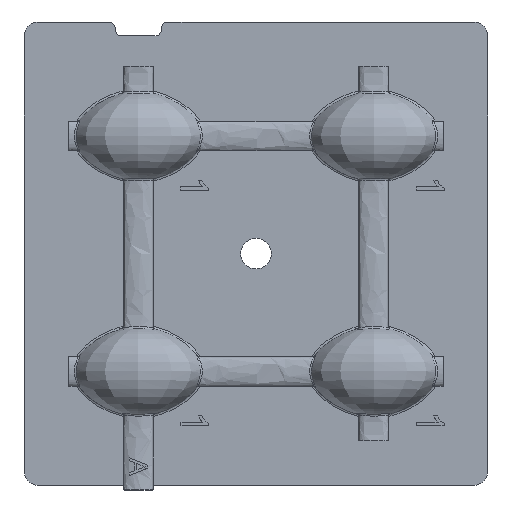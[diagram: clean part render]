
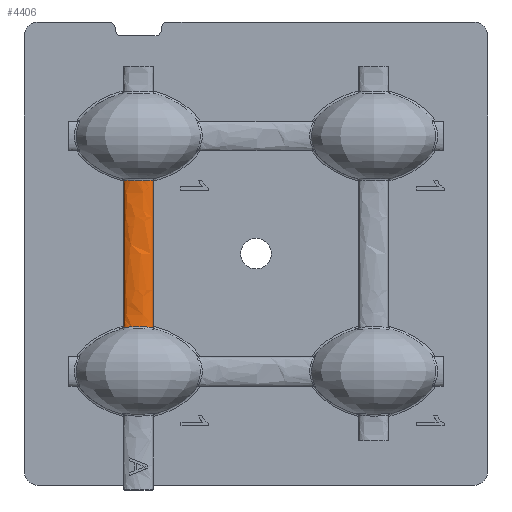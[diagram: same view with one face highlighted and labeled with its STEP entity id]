
A CAD part, top view. The second image highlights one B-rep face of the part: STEP entity #4406.
In plain terms, the highlighted free-form (B-spline) face has degree [3, 1] with [4, 2] control points.
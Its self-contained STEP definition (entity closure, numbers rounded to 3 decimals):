
#91 = CARTESIAN_POINT ( 'NONE',  ( -14.023, -7.944, 1.758 ) ) ;
#138 = CARTESIAN_POINT ( 'NONE',  ( -11.168, -7.93, 1.565 ) ) ;
#223 = CARTESIAN_POINT ( 'NONE',  ( -14.251, -7.904, 1.5 ) ) ;
#875 = ORIENTED_EDGE ( 'NONE', *, *, #15963, .T. ) ;
#1022 = CARTESIAN_POINT ( 'NONE',  ( -11.149, -8.045, 1.5 ) ) ;
#1337 = CARTESIAN_POINT ( 'NONE',  ( -13.691, -7.917, 1.885 ) ) ;
#1375 = EDGE_CURVE ( 'NONE', #14893, #7336, #15785, .T. ) ;
#1391 = CARTESIAN_POINT ( 'NONE',  ( -11.149, -7.904, 1.5 ) ) ;
#1479 = CARTESIAN_POINT ( 'NONE',  ( -14.251, -5.2, 1.5 ) ) ;
#1638 = EDGE_LOOP ( 'NONE', ( #14274, #5519, #9634, #875 ) ) ;
#2291 = CARTESIAN_POINT ( 'NONE',  ( -14.251, 7.904, 1.5 ) ) ;
#2298 = CARTESIAN_POINT ( 'NONE',  ( -11.266, -8.045, 2.156 ) ) ;
#2423 = FACE_OUTER_BOUND ( 'NONE', #1638, .T. ) ;
#2616 = CARTESIAN_POINT ( 'NONE',  ( -12.986, -7.872, 1.992 ) ) ;
#2752 = DIRECTION ( 'NONE',  ( 0., 1., 0. ) ) ;
#3478 = CARTESIAN_POINT ( 'NONE',  ( -11.149, 8.045, 1.5 ) ) ;
#3538 = CARTESIAN_POINT ( 'NONE',  ( -14.134, -8.045, 2.156 ) ) ;
#3849 = CARTESIAN_POINT ( 'NONE',  ( -12.127, -7.884, 1.971 ) ) ;
#4406 = ADVANCED_FACE ( 'NONE', ( #2423 ), #7857, .F. ) ;
#4774 = CARTESIAN_POINT ( 'NONE',  ( -14.251, -8.045, 1.5 ) ) ;
#5084 = CARTESIAN_POINT ( 'NONE',  ( -11.57, -7.93, 1.847 ) ) ;
#5519 = ORIENTED_EDGE ( 'NONE', *, *, #1375, .T. ) ;
#6267 = CARTESIAN_POINT ( 'NONE',  ( -14.194, -7.944, 1.625 ) ) ;
#6320 = CARTESIAN_POINT ( 'NONE',  ( -11.312, -7.949, 1.722 ) ) ;
#6726 = CARTESIAN_POINT ( 'NONE',  ( -11.149, -5.2, 1.5 ) ) ;
#6840 = LINE ( 'NONE', #1479, #12751 ) ;
#6919 = VECTOR ( 'NONE', #7921, 1000. ) ;
#7302 = CARTESIAN_POINT ( 'NONE',  ( -14.251, -7.904, 1.5 ) ) ;
#7336 = VERTEX_POINT ( 'NONE', #2291 ) ;
#7402 = CARTESIAN_POINT ( 'NONE',  ( -11.149, 7.904, 1.5 ) ) ;
#7509 = CARTESIAN_POINT ( 'NONE',  ( -14.087, -7.949, 1.723 ) ) ;
#7566 = CARTESIAN_POINT ( 'NONE',  ( -11.206, -7.944, 1.625 ) ) ;
#7857 = B_SPLINE_SURFACE_WITH_KNOTS ( 'NONE', 3, 1, ( 
 ( #1022, #3478 ),
 ( #2298, #10998 ),
 ( #3538, #12251 ),
 ( #4774, #13488 ) ),
 .UNSPECIFIED., .F., .F., .F.,
 ( 4, 4 ),
 ( 2, 2 ),
 ( 0., 1. ),
 ( 0., 1. ),
 .UNSPECIFIED. ) ;
#7921 = DIRECTION ( 'NONE',  ( 0., 1., 0. ) ) ;
#8055 = EDGE_CURVE ( 'NONE', #11056, #7336, #6840, .T. ) ;
#8774 = CARTESIAN_POINT ( 'NONE',  ( -13.828, -7.93, 1.848 ) ) ;
#8824 = CARTESIAN_POINT ( 'NONE',  ( -11.154, -7.919, 1.532 ) ) ;
#9634 = ORIENTED_EDGE ( 'NONE', *, *, #8055, .F. ) ;
#9997 = CARTESIAN_POINT ( 'NONE',  ( -14.246, -7.919, 1.532 ) ) ;
#10054 = CARTESIAN_POINT ( 'NONE',  ( -13.273, -7.884, 1.971 ) ) ;
#10663 = LINE ( 'NONE', #6726, #6919 ) ;
#10998 = CARTESIAN_POINT ( 'NONE',  ( -11.266, 8.045, 2.156 ) ) ;
#11056 = VERTEX_POINT ( 'NONE', #223 ) ;
#11321 = CARTESIAN_POINT ( 'NONE',  ( -12.414, -7.872, 1.992 ) ) ;
#12251 = CARTESIAN_POINT ( 'NONE',  ( -14.134, 8.045, 2.156 ) ) ;
#12313 = B_SPLINE_CURVE_WITH_KNOTS ( 'NONE', 3,
 ( #7302, #9997, #13753, #6267, #14962, #7509, #91, #8774, #1337, #10054, #2616, #11321, #3849, #12580, #5084, #13794, #6320, #15008, #7566, #138, #8824, #1391 ),
 .UNSPECIFIED., .F., .F.,
 ( 4, 2, 2, 2, 2, 2, 2, 2, 2, 2, 4 ),
 ( 0., 0., 0., 0., 0.001, 0.002, 0.003, 0.003, 0.003, 0.003, 0.003 ),
 .UNSPECIFIED. ) ;
#12445 = CARTESIAN_POINT ( 'NONE',  ( -11.149, -7.904, 1.5 ) ) ;
#12580 = CARTESIAN_POINT ( 'NONE',  ( -11.709, -7.917, 1.885 ) ) ;
#12751 = VECTOR ( 'NONE', #2752, 1000. ) ;
#12811 = VERTEX_POINT ( 'NONE', #12445 ) ;
#13488 = CARTESIAN_POINT ( 'NONE',  ( -14.251, 8.045, 1.5 ) ) ;
#13753 = CARTESIAN_POINT ( 'NONE',  ( -14.232, -7.93, 1.565 ) ) ;
#13794 = CARTESIAN_POINT ( 'NONE',  ( -11.375, -7.945, 1.757 ) ) ;
#13924 = EDGE_CURVE ( 'NONE', #12811, #14893, #10663, .T. ) ;
#14274 = ORIENTED_EDGE ( 'NONE', *, *, #13924, .T. ) ;
#14893 = VERTEX_POINT ( 'NONE', #7402 ) ;
#14962 = CARTESIAN_POINT ( 'NONE',  ( -14.169, -7.946, 1.652 ) ) ;
#15008 = CARTESIAN_POINT ( 'NONE',  ( -11.231, -7.946, 1.652 ) ) ;
#15366 = CARTESIAN_POINT ( 'NONE',  ( -14.251, 7.904, 1.5 ) ) ;
#15383 = CARTESIAN_POINT ( 'NONE',  ( -14.246, 7.919, 1.532 ) ) ;
#15400 = CARTESIAN_POINT ( 'NONE',  ( -14.232, 7.93, 1.565 ) ) ;
#15416 = CARTESIAN_POINT ( 'NONE',  ( -14.194, 7.944, 1.625 ) ) ;
#15424 = CARTESIAN_POINT ( 'NONE',  ( -14.169, 7.946, 1.652 ) ) ;
#15434 = CARTESIAN_POINT ( 'NONE',  ( -14.087, 7.949, 1.723 ) ) ;
#15436 = CARTESIAN_POINT ( 'NONE',  ( -14.023, 7.944, 1.758 ) ) ;
#15455 = CARTESIAN_POINT ( 'NONE',  ( -13.828, 7.93, 1.848 ) ) ;
#15468 = CARTESIAN_POINT ( 'NONE',  ( -13.691, 7.917, 1.885 ) ) ;
#15472 = CARTESIAN_POINT ( 'NONE',  ( -13.273, 7.884, 1.971 ) ) ;
#15485 = CARTESIAN_POINT ( 'NONE',  ( -12.986, 7.872, 1.992 ) ) ;
#15488 = CARTESIAN_POINT ( 'NONE',  ( -12.414, 7.872, 1.992 ) ) ;
#15509 = CARTESIAN_POINT ( 'NONE',  ( -12.127, 7.884, 1.971 ) ) ;
#15524 = CARTESIAN_POINT ( 'NONE',  ( -11.709, 7.917, 1.885 ) ) ;
#15548 = CARTESIAN_POINT ( 'NONE',  ( -11.57, 7.93, 1.847 ) ) ;
#15551 = CARTESIAN_POINT ( 'NONE',  ( -11.375, 7.945, 1.757 ) ) ;
#15582 = CARTESIAN_POINT ( 'NONE',  ( -11.312, 7.949, 1.722 ) ) ;
#15587 = CARTESIAN_POINT ( 'NONE',  ( -11.231, 7.946, 1.652 ) ) ;
#15601 = CARTESIAN_POINT ( 'NONE',  ( -11.206, 7.944, 1.625 ) ) ;
#15639 = CARTESIAN_POINT ( 'NONE',  ( -11.149, 7.904, 1.5 ) ) ;
#15654 = CARTESIAN_POINT ( 'NONE',  ( -11.168, 7.93, 1.565 ) ) ;
#15755 = CARTESIAN_POINT ( 'NONE',  ( -11.154, 7.919, 1.532 ) ) ;
#15785 = B_SPLINE_CURVE_WITH_KNOTS ( 'NONE', 3,
 ( #15639, #15755, #15654, #15601, #15587, #15582, #15551, #15548, #15524, #15509, #15488, #15485, #15472, #15468, #15455, #15436, #15434, #15424, #15416, #15400, #15383, #15366 ),
 .UNSPECIFIED., .F., .F.,
 ( 4, 2, 2, 2, 2, 2, 2, 2, 2, 2, 4 ),
 ( 0., 0., 0., 0., 0.001, 0.002, 0.003, 0.003, 0.003, 0.003, 0.003 ),
 .UNSPECIFIED. ) ;
#15963 = EDGE_CURVE ( 'NONE', #11056, #12811, #12313, .T. ) ;
